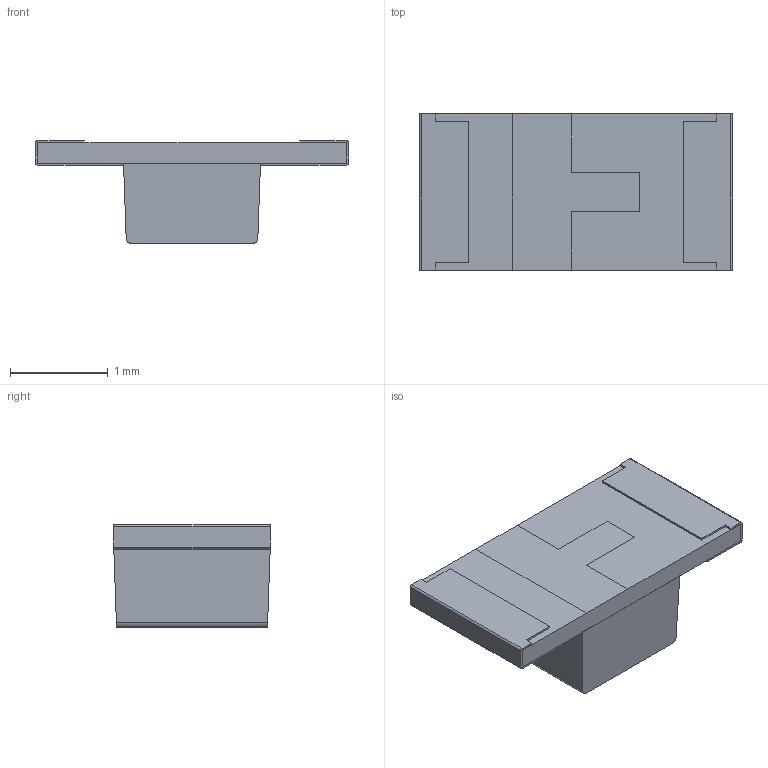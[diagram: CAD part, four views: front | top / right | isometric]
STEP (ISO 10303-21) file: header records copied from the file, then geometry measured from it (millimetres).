
FILE_DESCRIPTION(('STEP AP214'), '1');
FILE_NAME('APTR3216', '2019-10-05T17:24:47', ('AF'), (''), 'UNSPECIFIED', 'UNSPECIFIED', '');
FILE_SCHEMA(('AUTOMOTIVE_DESIGN { 1 0 10303 214 3 1 1}'));
Length unit declared in the file: millimetre
Bounding box: 3.2 x 1.6 x 1.05 mm (x, y, z)
Volume: 2.9 mm3; surface area: 31.2 mm2
Topology: 5 solids, 5 shells, 82 faces, 227 edges, 160 vertices
Faces by surface type: plane 70, cylinder 8, cone 3, bspline 1
Full cylindrical faces by diameter (mm): 0.02 x2
Entity records: 3362 total; most frequent: CARTESIAN_POINT 544, ORIENTED_EDGE 418, DIRECTION 398, EDGE_CURVE 209, LINE 200, VECTOR 200, VERTEX_POINT 145, AXIS2_PLACEMENT_3D 99
